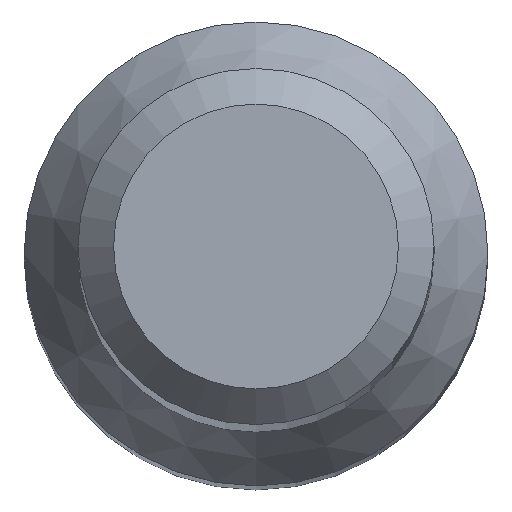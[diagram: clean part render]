
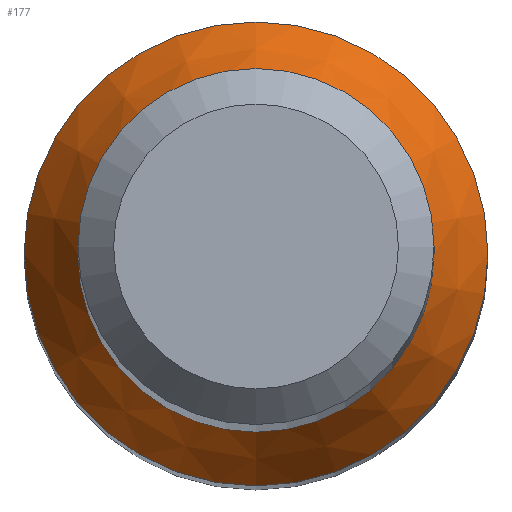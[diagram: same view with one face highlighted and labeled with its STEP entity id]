
A CAD part, top view. The second image highlights one B-rep face of the part: STEP entity #177.
In plain terms, the highlighted conical face has half-angle 30 degrees and reference radius 1.5 mm.
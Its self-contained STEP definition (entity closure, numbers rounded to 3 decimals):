
#7 = DIRECTION ( 'NONE',  ( 0., 1., 0. ) ) ;
#15 = DIRECTION ( 'NONE',  ( 0., 0., -1. ) ) ;
#22 = ORIENTED_EDGE ( 'NONE', *, *, #91, .T. ) ;
#31 = VERTEX_POINT ( 'NONE', #242 ) ;
#33 = CARTESIAN_POINT ( 'NONE',  ( 0., 0., 20. ) ) ;
#50 = CIRCLE ( 'NONE', #179, 1.5 ) ;
#61 = DIRECTION ( 'NONE',  ( 0., 0., -1. ) ) ;
#67 = AXIS2_PLACEMENT_3D ( 'NONE', #33, #15, #183 ) ;
#73 = EDGE_LOOP ( 'NONE', ( #219 ) ) ;
#81 = FACE_OUTER_BOUND ( 'NONE', #73, .T. ) ;
#91 = EDGE_CURVE ( 'NONE', #31, #31, #50, .T. ) ;
#92 = CONICAL_SURFACE ( 'NONE', #228, 1.5, 0.524 ) ;
#99 = CARTESIAN_POINT ( 'NONE',  ( 0., 0., 20.786 ) ) ;
#109 = VERTEX_POINT ( 'NONE', #180 ) ;
#116 = FACE_BOUND ( 'NONE', #149, .T. ) ;
#142 = DIRECTION ( 'NONE',  ( 0., 0., -1. ) ) ;
#149 = EDGE_LOOP ( 'NONE', ( #22 ) ) ;
#171 = CIRCLE ( 'NONE', #67, 1.954 ) ;
#177 = ADVANCED_FACE ( 'NONE', ( #81, #116 ), #92, .T. ) ;
#179 = AXIS2_PLACEMENT_3D ( 'NONE', #99, #142, #7 ) ;
#180 = CARTESIAN_POINT ( 'NONE',  ( 0., 1.954, 20. ) ) ;
#183 = DIRECTION ( 'NONE',  ( 0., 1., 0. ) ) ;
#194 = DIRECTION ( 'NONE',  ( 0., 1., 0. ) ) ;
#196 = CARTESIAN_POINT ( 'NONE',  ( 0., 0., 20.786 ) ) ;
#218 = EDGE_CURVE ( 'NONE', #109, #109, #171, .T. ) ;
#219 = ORIENTED_EDGE ( 'NONE', *, *, #218, .F. ) ;
#228 = AXIS2_PLACEMENT_3D ( 'NONE', #196, #61, #194 ) ;
#242 = CARTESIAN_POINT ( 'NONE',  ( 0., 1.5, 20.786 ) ) ;
